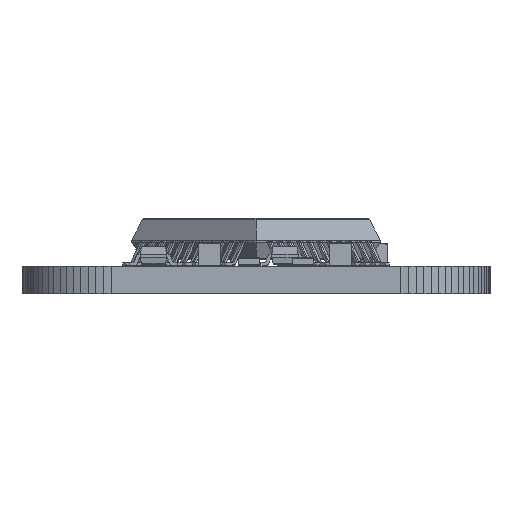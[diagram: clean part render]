
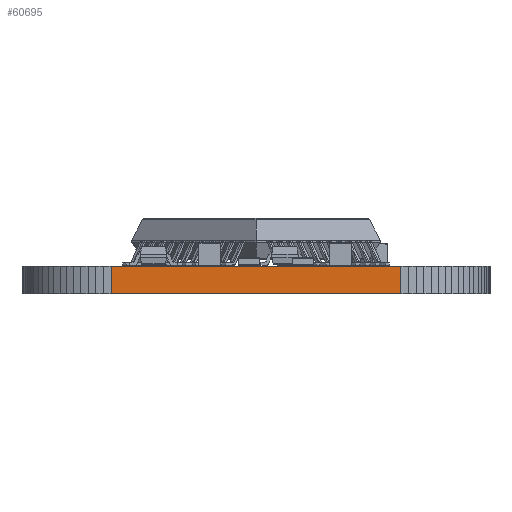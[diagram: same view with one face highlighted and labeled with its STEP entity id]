
A CAD part, front view. The second image highlights one B-rep face of the part: STEP entity #60695.
In plain terms, the highlighted planar face has unit normal (0, -1, 0).
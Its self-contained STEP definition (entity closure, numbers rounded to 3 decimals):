
#50734 = PLANE('',#50735);
#50735 = AXIS2_PLACEMENT_3D('',#50736,#50737,#50738);
#50736 = CARTESIAN_POINT('',(11.43,-39.37,1.58));
#50737 = DIRECTION('',(-0.,-0.,-1.));
#50738 = DIRECTION('',(-1.,0.,0.));
#50788 = PLANE('',#50789);
#50789 = AXIS2_PLACEMENT_3D('',#50790,#50791,#50792);
#50790 = CARTESIAN_POINT('',(11.43,-39.37,0.));
#50791 = DIRECTION('',(-0.,-0.,-1.));
#50792 = DIRECTION('',(-1.,0.,0.));
#51877 = VERTEX_POINT('',#51878);
#51878 = CARTESIAN_POINT('',(19.685,-84.455,0.));
#51892 = PLANE('',#51893);
#51893 = AXIS2_PLACEMENT_3D('',#51894,#51895,#51896);
#51894 = CARTESIAN_POINT('',(20.128,-84.436,0.));
#51895 = DIRECTION('',(0.044,-0.999,0.));
#51896 = DIRECTION('',(-0.999,-0.044,0.));
#51904 = EDGE_CURVE('',#51877,#51905,#51907,.T.);
#51905 = VERTEX_POINT('',#51906);
#51906 = CARTESIAN_POINT('',(3.175,-84.455,0.));
#51907 = SURFACE_CURVE('',#51908,(#51912,#51919),.PCURVE_S1.);
#51908 = LINE('',#51909,#51910);
#51909 = CARTESIAN_POINT('',(19.685,-84.455,0.));
#51910 = VECTOR('',#51911,1.);
#51911 = DIRECTION('',(-1.,0.,0.));
#51912 = PCURVE('',#50788,#51913);
#51913 = DEFINITIONAL_REPRESENTATION('',(#51914),#51918);
#51914 = LINE('',#51915,#51916);
#51915 = CARTESIAN_POINT('',(-8.255,-45.085));
#51916 = VECTOR('',#51917,1.);
#51917 = DIRECTION('',(1.,0.));
#51918 = ( GEOMETRIC_REPRESENTATION_CONTEXT(2) 
PARAMETRIC_REPRESENTATION_CONTEXT() REPRESENTATION_CONTEXT('2D SPACE',''
  ) );
#51919 = PCURVE('',#51920,#51925);
#51920 = PLANE('',#51921);
#51921 = AXIS2_PLACEMENT_3D('',#51922,#51923,#51924);
#51922 = CARTESIAN_POINT('',(19.685,-84.455,0.));
#51923 = DIRECTION('',(0.,-1.,0.));
#51924 = DIRECTION('',(-1.,0.,0.));
#51925 = DEFINITIONAL_REPRESENTATION('',(#51926),#51930);
#51926 = LINE('',#51927,#51928);
#51927 = CARTESIAN_POINT('',(0.,-0.));
#51928 = VECTOR('',#51929,1.);
#51929 = DIRECTION('',(1.,0.));
#51930 = ( GEOMETRIC_REPRESENTATION_CONTEXT(2) 
PARAMETRIC_REPRESENTATION_CONTEXT() REPRESENTATION_CONTEXT('2D SPACE',''
  ) );
#51948 = PLANE('',#51949);
#51949 = AXIS2_PLACEMENT_3D('',#51950,#51951,#51952);
#51950 = CARTESIAN_POINT('',(3.175,-84.455,0.));
#51951 = DIRECTION('',(-0.044,-0.999,0.));
#51952 = DIRECTION('',(-0.999,0.044,0.));
#55995 = VERTEX_POINT('',#55996);
#55996 = CARTESIAN_POINT('',(19.685,-84.455,1.58));
#56017 = EDGE_CURVE('',#55995,#56018,#56020,.T.);
#56018 = VERTEX_POINT('',#56019);
#56019 = CARTESIAN_POINT('',(3.175,-84.455,1.58));
#56020 = SURFACE_CURVE('',#56021,(#56025,#56032),.PCURVE_S1.);
#56021 = LINE('',#56022,#56023);
#56022 = CARTESIAN_POINT('',(19.685,-84.455,1.58));
#56023 = VECTOR('',#56024,1.);
#56024 = DIRECTION('',(-1.,0.,0.));
#56025 = PCURVE('',#50734,#56026);
#56026 = DEFINITIONAL_REPRESENTATION('',(#56027),#56031);
#56027 = LINE('',#56028,#56029);
#56028 = CARTESIAN_POINT('',(-8.255,-45.085));
#56029 = VECTOR('',#56030,1.);
#56030 = DIRECTION('',(1.,0.));
#56031 = ( GEOMETRIC_REPRESENTATION_CONTEXT(2) 
PARAMETRIC_REPRESENTATION_CONTEXT() REPRESENTATION_CONTEXT('2D SPACE',''
  ) );
#56032 = PCURVE('',#51920,#56033);
#56033 = DEFINITIONAL_REPRESENTATION('',(#56034),#56038);
#56034 = LINE('',#56035,#56036);
#56035 = CARTESIAN_POINT('',(0.,-1.58));
#56036 = VECTOR('',#56037,1.);
#56037 = DIRECTION('',(1.,0.));
#56038 = ( GEOMETRIC_REPRESENTATION_CONTEXT(2) 
PARAMETRIC_REPRESENTATION_CONTEXT() REPRESENTATION_CONTEXT('2D SPACE',''
  ) );
#60647 = EDGE_CURVE('',#51877,#55995,#60648,.T.);
#60648 = SURFACE_CURVE('',#60649,(#60653,#60660),.PCURVE_S1.);
#60649 = LINE('',#60650,#60651);
#60650 = CARTESIAN_POINT('',(19.685,-84.455,0.));
#60651 = VECTOR('',#60652,1.);
#60652 = DIRECTION('',(0.,0.,1.));
#60653 = PCURVE('',#51892,#60654);
#60654 = DEFINITIONAL_REPRESENTATION('',(#60655),#60659);
#60655 = LINE('',#60656,#60657);
#60656 = CARTESIAN_POINT('',(0.443,0.));
#60657 = VECTOR('',#60658,1.);
#60658 = DIRECTION('',(0.,-1.));
#60659 = ( GEOMETRIC_REPRESENTATION_CONTEXT(2) 
PARAMETRIC_REPRESENTATION_CONTEXT() REPRESENTATION_CONTEXT('2D SPACE',''
  ) );
#60660 = PCURVE('',#51920,#60661);
#60661 = DEFINITIONAL_REPRESENTATION('',(#60662),#60666);
#60662 = LINE('',#60663,#60664);
#60663 = CARTESIAN_POINT('',(0.,-0.));
#60664 = VECTOR('',#60665,1.);
#60665 = DIRECTION('',(0.,-1.));
#60666 = ( GEOMETRIC_REPRESENTATION_CONTEXT(2) 
PARAMETRIC_REPRESENTATION_CONTEXT() REPRESENTATION_CONTEXT('2D SPACE',''
  ) );
#60695 = ADVANCED_FACE('',(#60696),#51920,.T.);
#60696 = FACE_BOUND('',#60697,.T.);
#60697 = EDGE_LOOP('',(#60698,#60699,#60700,#60721));
#60698 = ORIENTED_EDGE('',*,*,#60647,.T.);
#60699 = ORIENTED_EDGE('',*,*,#56017,.T.);
#60700 = ORIENTED_EDGE('',*,*,#60701,.F.);
#60701 = EDGE_CURVE('',#51905,#56018,#60702,.T.);
#60702 = SURFACE_CURVE('',#60703,(#60707,#60714),.PCURVE_S1.);
#60703 = LINE('',#60704,#60705);
#60704 = CARTESIAN_POINT('',(3.175,-84.455,0.));
#60705 = VECTOR('',#60706,1.);
#60706 = DIRECTION('',(0.,0.,1.));
#60707 = PCURVE('',#51920,#60708);
#60708 = DEFINITIONAL_REPRESENTATION('',(#60709),#60713);
#60709 = LINE('',#60710,#60711);
#60710 = CARTESIAN_POINT('',(16.51,0.));
#60711 = VECTOR('',#60712,1.);
#60712 = DIRECTION('',(0.,-1.));
#60713 = ( GEOMETRIC_REPRESENTATION_CONTEXT(2) 
PARAMETRIC_REPRESENTATION_CONTEXT() REPRESENTATION_CONTEXT('2D SPACE',''
  ) );
#60714 = PCURVE('',#51948,#60715);
#60715 = DEFINITIONAL_REPRESENTATION('',(#60716),#60720);
#60716 = LINE('',#60717,#60718);
#60717 = CARTESIAN_POINT('',(0.,0.));
#60718 = VECTOR('',#60719,1.);
#60719 = DIRECTION('',(0.,-1.));
#60720 = ( GEOMETRIC_REPRESENTATION_CONTEXT(2) 
PARAMETRIC_REPRESENTATION_CONTEXT() REPRESENTATION_CONTEXT('2D SPACE',''
  ) );
#60721 = ORIENTED_EDGE('',*,*,#51904,.F.);
